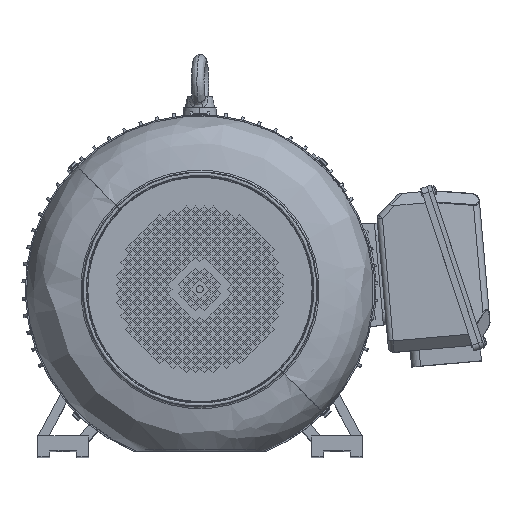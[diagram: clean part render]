
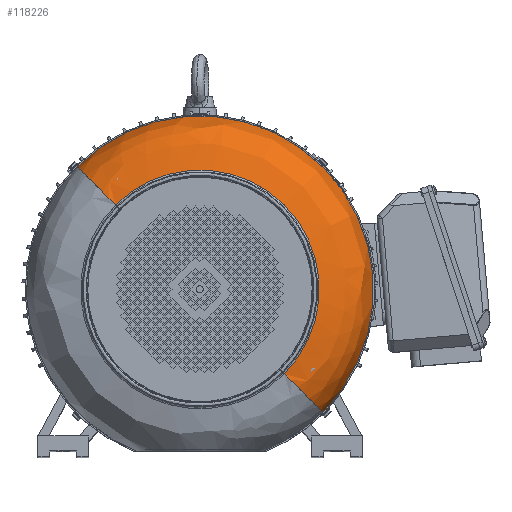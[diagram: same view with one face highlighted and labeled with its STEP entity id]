
A CAD part, top view. The second image highlights one B-rep face of the part: STEP entity #118226.
In plain terms, the highlighted free-form (B-spline) face has degree [3, 3] with [4, 4] control points.
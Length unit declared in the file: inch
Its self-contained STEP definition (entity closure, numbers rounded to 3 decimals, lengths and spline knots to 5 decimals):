
#148 = EDGE_CURVE ( 'NONE', #75029, #35993, #54073, .T. ) ;
#1624 = CARTESIAN_POINT ( 'NONE',  ( -21.05302, 8.73092, 21.27613 ) ) ;
#8296 = CARTESIAN_POINT ( 'NONE',  ( -18.52196, 6.19986, 19.16099 ) ) ;
#10429 = EDGE_CURVE ( 'NONE', #35993, #75792, #25073, .T. ) ;
#11531 = CARTESIAN_POINT ( 'NONE',  ( -20.01442, 7.69233, 22.74309 ) ) ;
#15378 = CARTESIAN_POINT ( 'NONE',  ( 11.21906, 8.74697, 19.20036 ) ) ;
#20013 = FACE_OUTER_BOUND ( 'NONE', #89135, .T. ) ;
#20146 = AXIS2_PLACEMENT_3D ( 'NONE', #87656, #41157, #26051 ) ;
#25073 = CIRCLE ( 'NONE', #20146, 11.41557 ) ;
#26051 = DIRECTION ( 'NONE',  ( 0.707, -0.707, 0. ) ) ;
#26639 = CARTESIAN_POINT ( 'NONE',  ( -4.94104, -7.38105, 21.27613 ) ) ;
#27038 = ORIENTED_EDGE ( 'NONE', *, *, #148, .F. ) ;
#31191 = CARTESIAN_POINT ( 'NONE',  ( -4.925, 24.89103, 19.20036 ) ) ;
#31687 = AXIS2_PLACEMENT_3D ( 'NONE', #8296, #157303, #128368 ) ;
#35993 = VERTEX_POINT ( 'NONE', #70181 ) ;
#41157 = DIRECTION ( 'NONE',  ( 0., 0., -1. ) ) ;
#42040 = CIRCLE ( 'NONE', #52562, 3.60236 ) ;
#44063 = ORIENTED_EDGE ( 'NONE', *, *, #10429, .F. ) ;
#46217 = CARTESIAN_POINT ( 'NONE',  ( 11.17094, 8.73092, 21.27613 ) ) ;
#52562 = AXIS2_PLACEMENT_3D ( 'NONE', #144144, #157884, #175407 ) ;
#54073 = CIRCLE ( 'NONE', #31687, 3.60236 ) ;
#57426 = CARTESIAN_POINT ( 'NONE',  ( -7.44744, 17.32369, 22.76319 ) ) ;
#57767 = CARTESIAN_POINT ( 'NONE',  ( -12.99703, 0.67494, 22.76319 ) ) ;
#65126 = EDGE_CURVE ( 'NONE', #75029, #76665, #115984, .T. ) ;
#66531 = ORIENTED_EDGE ( 'NONE', *, *, #80271, .T. ) ;
#70181 = CARTESIAN_POINT ( 'NONE',  ( -21.06906, 8.74697, 19.20036 ) ) ;
#73826 = CARTESIAN_POINT ( 'NONE',  ( -18.54661, 6.22452, 22.76319 ) ) ;
#74661 = CARTESIAN_POINT ( 'NONE',  ( -4.925, -7.3971, 19.20036 ) ) ;
#75029 = VERTEX_POINT ( 'NONE', #140101 ) ;
#75792 = VERTEX_POINT ( 'NONE', #74661 ) ;
#76665 = VERTEX_POINT ( 'NONE', #144276 ) ;
#80271 = EDGE_CURVE ( 'NONE', #76665, #75792, #42040, .T. ) ;
#84326 = ORIENTED_EDGE ( 'NONE', *, *, #65126, .T. ) ;
#86299 = CARTESIAN_POINT ( 'NONE',  ( 8.05515, 7.69233, 22.74309 ) ) ;
#87656 = CARTESIAN_POINT ( 'NONE',  ( -12.99703, 0.67494, 19.20036 ) ) ;
#89135 = EDGE_LOOP ( 'NONE', ( #27038, #84326, #66531, #44063 ) ) ;
#90850 = AXIS2_PLACEMENT_3D ( 'NONE', #57767, #131364, #160206 ) ;
#101412 = CARTESIAN_POINT ( 'NONE',  ( -5.97963, 21.72712, 22.74309 ) ) ;
#105249 = CARTESIAN_POINT ( 'NONE',  ( -4.94104, 24.8429, 21.27613 ) ) ;
#106529 = CARTESIAN_POINT ( 'NONE',  ( -21.06906, 8.74697, 19.20036 ) ) ;
#115984 = CIRCLE ( 'NONE', #90850, 7.8483 ) ;
#118226 = ADVANCED_FACE ( 'NONE', ( #20013 ), #174255, .T. ) ;
#118440 = CARTESIAN_POINT ( 'NONE',  ( 3.65172, 6.22452, 22.76319 ) ) ;
#119731 = CARTESIAN_POINT ( 'NONE',  ( -4.925, -7.3971, 19.20036 ) ) ;
#128368 = DIRECTION ( 'NONE',  ( -0.707, 0.707, 0. ) ) ;
#131364 = DIRECTION ( 'NONE',  ( 0., 0., -1. ) ) ;
#140101 = CARTESIAN_POINT ( 'NONE',  ( -18.54661, 6.22452, 22.76319 ) ) ;
#144144 = CARTESIAN_POINT ( 'NONE',  ( -7.4721, -4.84999, 19.16099 ) ) ;
#144276 = CARTESIAN_POINT ( 'NONE',  ( -7.44744, -4.87465, 22.76319 ) ) ;
#157303 = DIRECTION ( 'NONE',  ( -0.707, -0.707, 0. ) ) ;
#157884 = DIRECTION ( 'NONE',  ( 0.707, 0.707, 0. ) ) ;
#160206 = DIRECTION ( 'NONE',  ( 0.707, -0.707, 0. ) ) ;
#174255 =( BOUNDED_SURFACE ( )  B_SPLINE_SURFACE ( 3, 3, ( 
 ( #191179, #118440, #57426, #73826 ),
 ( #178092, #86299, #101412, #11531 ),
 ( #26639, #46217, #105249, #1624 ),
 ( #119731, #15378, #31191, #106529 ) ),
 .UNSPECIFIED., .F., .F., .T. ) 
 B_SPLINE_SURFACE_WITH_KNOTS ( ( 4, 4 ),
 ( 4, 4 ),
 ( 0., 1. ),
 ( 0., 1. ),
 .UNSPECIFIED. ) 
 GEOMETRIC_REPRESENTATION_ITEM ( )  RATIONAL_B_SPLINE_SURFACE ( (
 ( 1., 0.333, 0.333, 1.),
 ( 0.81, 0.27, 0.27, 0.81),
 ( 0.81, 0.27, 0.27, 0.81),
 ( 1., 0.333, 0.333, 1.) ) ) 
 REPRESENTATION_ITEM ( '' )  SURFACE ( )  );
#175407 = DIRECTION ( 'NONE',  ( 0.707, -0.707, 0. ) ) ;
#178092 = CARTESIAN_POINT ( 'NONE',  ( -5.97963, -6.34246, 22.74309 ) ) ;
#191179 = CARTESIAN_POINT ( 'NONE',  ( -7.44744, -4.87465, 22.76319 ) ) ;
